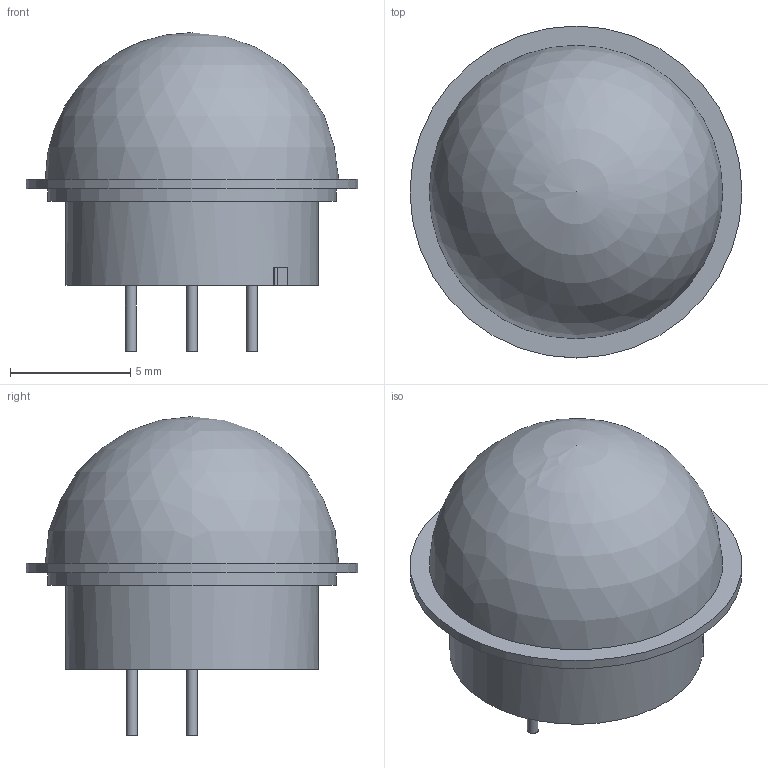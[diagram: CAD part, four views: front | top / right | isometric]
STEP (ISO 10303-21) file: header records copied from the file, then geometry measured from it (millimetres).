
FILE_DESCRIPTION(/* description */ (''),/* implementation_level */ '2;1');
FILE_NAME(/* name */ 'AM312_PIR_sensor.step',/* time_stamp */ '2026-02-23T23:42:24+03:00',/* author */ (''),/* organization */ (''),/* preprocessor_version */ 'ST-DEVELOPER v20.1',/* originating_system */ 'Autodesk Translation Framework v14.24.0.0',/* authorisation */ '');
FILE_SCHEMA (('AUTOMOTIVE_DESIGN { 1 0 10303 214 3 1 1 }'));
Length unit declared in the file: millimetre
Products named in the file (3): PIR; Tube; Lens
Assembly tree (2 placements, depth 2):
  PIR
    Tube
    Lens
Bounding box: 13.8 x 13.8 x 13.25 mm (x, y, z)
Volume: 566.6 mm3; surface area: 1300.3 mm2
Topology: 3 solids, 3 shells, 50 faces, 99 edges, 65 vertices
Faces by surface type: plane 26, cylinder 17, bspline 2, sphere 2, torus 2, cone 1
Full cylindrical faces by diameter (mm): 0.45 x3, 1 x2, 8.2 x2, 9.8 x1, 10.5 x3, 12 x1, 13.8 x1
Entity records: 1531 total; most frequent: CARTESIAN_POINT 337, DIRECTION 246, ORIENTED_EDGE 194, AXIS2_PLACEMENT_3D 100, EDGE_CURVE 97, VERTEX_POINT 65, EDGE_LOOP 64, FACE_OUTER_BOUND 50
